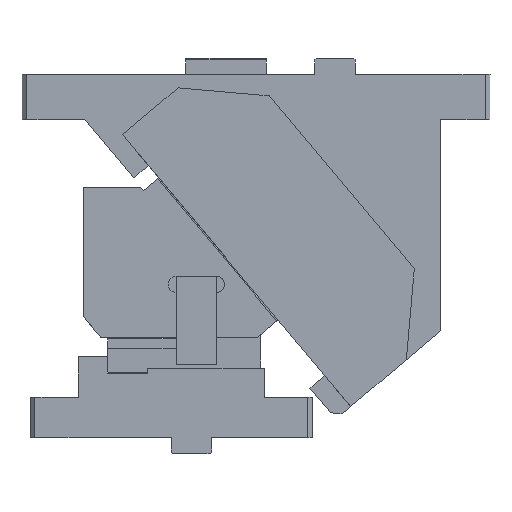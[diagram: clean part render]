
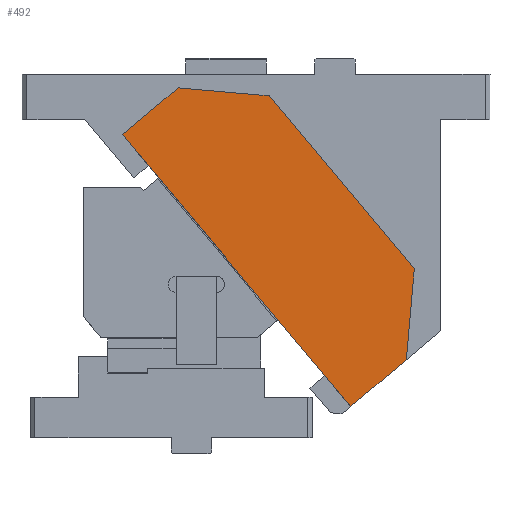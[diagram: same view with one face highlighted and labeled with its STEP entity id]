
A CAD part, left-side view. The second image highlights one B-rep face of the part: STEP entity #492.
In plain terms, the highlighted planar face has unit normal (-1, 0, 0).
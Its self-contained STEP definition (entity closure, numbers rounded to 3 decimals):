
#295=CARTESIAN_POINT('Vertex',(169.019,309.789,-176.853)) ;
#298=CARTESIAN_POINT('Line Origine',(169.019,327.025,-191.316)) ;
#302=CARTESIAN_POINT('Vertex',(169.019,344.261,-205.778)) ;
#390=CARTESIAN_POINT('Vertex',(169.019,304.859,-120.5)) ;
#393=CARTESIAN_POINT('Line Origine',(169.019,307.324,-148.676)) ;
#421=CARTESIAN_POINT('Vertex',(169.019,394.849,-13.253)) ;
#424=CARTESIAN_POINT('Line Origine',(169.019,349.854,-66.876)) ;
#445=CARTESIAN_POINT('Vertex',(169.019,451.203,-8.323)) ;
#450=CARTESIAN_POINT('Line Origine',(169.019,423.026,-10.788)) ;
#467=CARTESIAN_POINT('Axis2P3D Location',(169.019,385.835,-97.068)) ;
#472=CARTESIAN_POINT('Line Origine',(169.019,468.439,-22.786)) ;
#476=CARTESIAN_POINT('Vertex',(169.019,485.675,-37.248)) ;
#479=CARTESIAN_POINT('Line Origine',(169.019,414.968,-121.513)) ;
#299=DIRECTION('Vector Direction',(0.,-0.766,0.643)) ;
#394=DIRECTION('Vector Direction',(0.,-0.087,0.996)) ;
#425=DIRECTION('Vector Direction',(0.,-0.643,-0.766)) ;
#451=DIRECTION('Vector Direction',(0.,0.996,0.087)) ;
#468=DIRECTION('Axis2P3D Direction',(1.,0.,-0.)) ;
#469=DIRECTION('Axis2P3D XDirection',(0.,0.643,0.766)) ;
#473=DIRECTION('Vector Direction',(0.,0.766,-0.643)) ;
#480=DIRECTION('Vector Direction',(0.,-0.643,-0.766)) ;
#470=AXIS2_PLACEMENT_3D('Plane Axis2P3D',#467,#468,#469) ;
#485=ORIENTED_EDGE('',*,*,#304,.T.) ;
#486=ORIENTED_EDGE('',*,*,#397,.T.) ;
#487=ORIENTED_EDGE('',*,*,#428,.F.) ;
#488=ORIENTED_EDGE('',*,*,#454,.T.) ;
#489=ORIENTED_EDGE('',*,*,#478,.T.) ;
#490=ORIENTED_EDGE('',*,*,#483,.T.) ;
#300=VECTOR('Line Direction',#299,1.) ;
#395=VECTOR('Line Direction',#394,1.) ;
#426=VECTOR('Line Direction',#425,1.) ;
#452=VECTOR('Line Direction',#451,1.) ;
#474=VECTOR('Line Direction',#473,1.) ;
#481=VECTOR('Line Direction',#480,1.) ;
#492=ADVANCED_FACE('CAM HOLDER',(#491),#471,.F.) ;
#304=EDGE_CURVE('',#303,#296,#301,.T.) ;
#397=EDGE_CURVE('',#296,#391,#396,.T.) ;
#428=EDGE_CURVE('',#422,#391,#427,.T.) ;
#454=EDGE_CURVE('',#422,#446,#453,.T.) ;
#478=EDGE_CURVE('',#446,#477,#475,.T.) ;
#483=EDGE_CURVE('',#477,#303,#482,.T.) ;
#484=EDGE_LOOP('',(#485,#486,#487,#488,#489,#490)) ;
#491=FACE_OUTER_BOUND('',#484,.T.) ;
#301=LINE('Line',#298,#300) ;
#396=LINE('Line',#393,#395) ;
#427=LINE('Line',#424,#426) ;
#453=LINE('Line',#450,#452) ;
#475=LINE('Line',#472,#474) ;
#482=LINE('Line',#479,#481) ;
#471=PLANE('Plane',#470) ;
#296=VERTEX_POINT('',#295) ;
#303=VERTEX_POINT('',#302) ;
#391=VERTEX_POINT('',#390) ;
#422=VERTEX_POINT('',#421) ;
#446=VERTEX_POINT('',#445) ;
#477=VERTEX_POINT('',#476) ;
